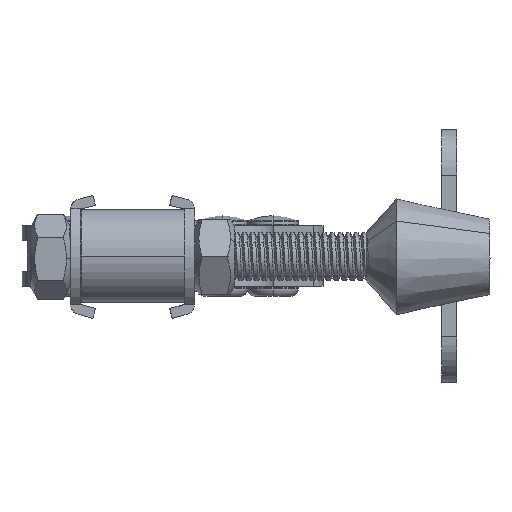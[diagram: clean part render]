
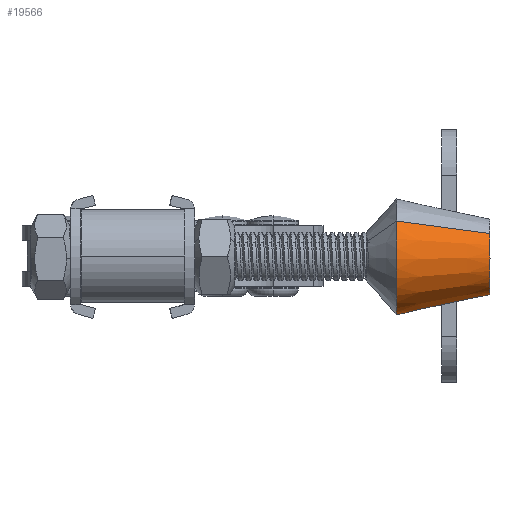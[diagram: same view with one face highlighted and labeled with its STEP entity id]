
A CAD part, left-side view. The second image highlights one B-rep face of the part: STEP entity #19566.
In plain terms, the highlighted conical face has half-angle 12.2 degrees and reference radius 11.5 mm.
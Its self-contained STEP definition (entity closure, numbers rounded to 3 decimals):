
#3194 = FACE_OUTER_BOUND ( 'NONE', #19467, .T. ) ;
#3216 = DIRECTION ( 'NONE',  ( 1., 0., 0. ) ) ;
#3220 = DIRECTION ( 'NONE',  ( 0., 0., -1. ) ) ;
#3221 = CARTESIAN_POINT ( 'NONE',  ( 0., 0., 9.5 ) ) ;
#3229 = CONICAL_SURFACE ( 'NONE', #3232, 11.5, 0.213 ) ;
#3230 = AXIS2_PLACEMENT_3D ( 'NONE', #3221, #3220, #3259 ) ;
#3232 = AXIS2_PLACEMENT_3D ( 'NONE', #3257, #3234, #3216 ) ;
#3233 = CIRCLE ( 'NONE', #3230, 11.5 ) ;
#3234 = DIRECTION ( 'NONE',  ( 0., 0., 1. ) ) ;
#3254 = CIRCLE ( 'NONE', #3278, 7.5 ) ;
#3257 = CARTESIAN_POINT ( 'NONE',  ( 0., 0., 9.5 ) ) ;
#3259 = DIRECTION ( 'NONE',  ( -1., 0., 0. ) ) ;
#3261 = DIRECTION ( 'NONE',  ( -1., 0., 0. ) ) ;
#3262 = DIRECTION ( 'NONE',  ( 0., 0., -1. ) ) ;
#3263 = CARTESIAN_POINT ( 'NONE',  ( 0., 0., -9. ) ) ;
#3278 = AXIS2_PLACEMENT_3D ( 'NONE', #3263, #3262, #3261 ) ;
#19282 = VERTEX_POINT ( 'NONE', #77096 ) ;
#19313 = EDGE_CURVE ( 'NONE', #19323, #19351, #77118, .T. ) ;
#19323 = VERTEX_POINT ( 'NONE', #77157 ) ;
#19326 = EDGE_CURVE ( 'NONE', #19336, #19282, #77106, .T. ) ;
#19336 = VERTEX_POINT ( 'NONE', #77139 ) ;
#19351 = VERTEX_POINT ( 'NONE', #77203 ) ;
#19462 = ORIENTED_EDGE ( 'NONE', *, *, #19648, .F. ) ;
#19467 = EDGE_LOOP ( 'NONE', ( #19568, #19462, #19565, #19573 ) ) ;
#19560 = EDGE_CURVE ( 'NONE', #19351, #19282, #3233, .T. ) ;
#19565 = ORIENTED_EDGE ( 'NONE', *, *, #19313, .T. ) ;
#19566 = ADVANCED_FACE ( 'NONE', ( #3194 ), #3229, .T. ) ;
#19568 = ORIENTED_EDGE ( 'NONE', *, *, #19326, .F. ) ;
#19573 = ORIENTED_EDGE ( 'NONE', *, *, #19560, .T. ) ;
#19648 = EDGE_CURVE ( 'NONE', #19323, #19336, #3254, .T. ) ;
#77096 = CARTESIAN_POINT ( 'NONE',  ( -11.5, 0., 9.5 ) ) ;
#77105 = CARTESIAN_POINT ( 'NONE',  ( -11.5, 0., 9.5 ) ) ;
#77106 = LINE ( 'NONE', #77105, #77147 ) ;
#77115 = DIRECTION ( 'NONE',  ( 0.211, 0., 0.977 ) ) ;
#77116 = VECTOR ( 'NONE', #77115, 1000. ) ;
#77117 = CARTESIAN_POINT ( 'NONE',  ( 11.5, 0., 9.5 ) ) ;
#77118 = LINE ( 'NONE', #77117, #77116 ) ;
#77139 = CARTESIAN_POINT ( 'NONE',  ( -7.5, 0., -9. ) ) ;
#77146 = DIRECTION ( 'NONE',  ( -0.211, 0., 0.977 ) ) ;
#77147 = VECTOR ( 'NONE', #77146, 1000. ) ;
#77157 = CARTESIAN_POINT ( 'NONE',  ( 7.5, 0., -9. ) ) ;
#77203 = CARTESIAN_POINT ( 'NONE',  ( 11.5, 0., 9.5 ) ) ;
